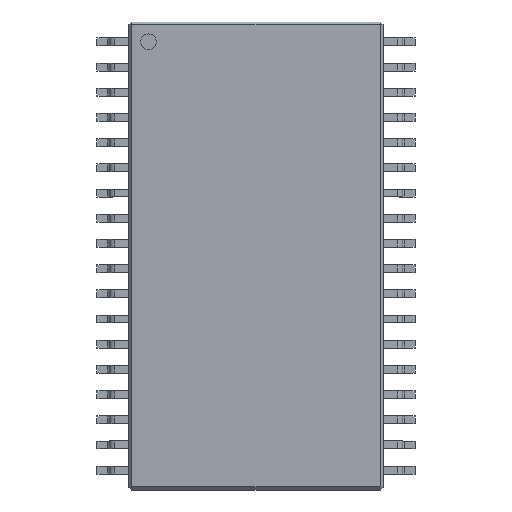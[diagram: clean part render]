
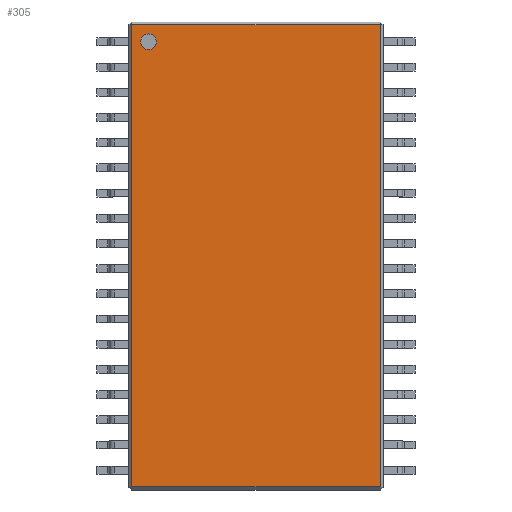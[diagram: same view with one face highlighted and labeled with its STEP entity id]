
A CAD part, top view. The second image highlights one B-rep face of the part: STEP entity #305.
In plain terms, the highlighted planar face has unit normal (0, 0, 1).
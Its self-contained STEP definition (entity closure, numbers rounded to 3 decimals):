
#13=DIRECTION('',(0.,0.,1.));
#14=DIRECTION('',(1.,0.,0.));
#99=VECTOR('',#100,1.);
#100=DIRECTION('',(0.,1.,0.));
#174=VERTEX_POINT('',#175);
#175=CARTESIAN_POINT('',(-6.27,-11.645,1.7));
#183=VERTEX_POINT('',#184);
#184=CARTESIAN_POINT('',(-6.27,11.645,1.7));
#189=ORIENTED_EDGE('',*,*,#190,.F.);
#190=EDGE_CURVE('',#174,#183,#191,.T.);
#191=LINE('',#192,#99);
#192=CARTESIAN_POINT('',(-6.27,-11.795,1.7));
#262=VECTOR('',#14,1.);
#305=ADVANCED_FACE('',(#306,#324),#333,.T.);
#306=FACE_BOUND('',#307,.T.);
#307=EDGE_LOOP('',(#189,#308,#314,#320));
#308=ORIENTED_EDGE('',*,*,#309,.T.);
#309=EDGE_CURVE('',#174,#310,#312,.T.);
#310=VERTEX_POINT('',#311);
#311=CARTESIAN_POINT('',(6.27,-11.645,1.7));
#312=LINE('',#313,#262);
#313=CARTESIAN_POINT('',(-6.42,-11.645,1.7));
#314=ORIENTED_EDGE('',*,*,#315,.T.);
#315=EDGE_CURVE('',#310,#316,#318,.T.);
#316=VERTEX_POINT('',#317);
#317=CARTESIAN_POINT('',(6.27,11.645,1.7));
#318=LINE('',#319,#99);
#319=CARTESIAN_POINT('',(6.27,-11.795,1.7));
#320=ORIENTED_EDGE('',*,*,#321,.F.);
#321=EDGE_CURVE('',#183,#316,#322,.T.);
#322=LINE('',#323,#262);
#323=CARTESIAN_POINT('',(-6.42,11.645,1.7));
#324=FACE_BOUND('',#325,.T.);
#325=EDGE_LOOP('',(#326));
#326=ORIENTED_EDGE('',*,*,#327,.F.);
#327=EDGE_CURVE('',#328,#328,#330,.T.);
#328=VERTEX_POINT('',#329);
#329=CARTESIAN_POINT('',(-5.02,10.795,1.7));
#330=CIRCLE('',#331,0.4);
#331=AXIS2_PLACEMENT_3D('',#332,#13,#14);
#332=CARTESIAN_POINT('',(-5.42,10.795,1.7));
#333=PLANE('',#334);
#334=AXIS2_PLACEMENT_3D('',#335,#13,#14);
#335=CARTESIAN_POINT('',(-6.42,-11.795,1.7));
